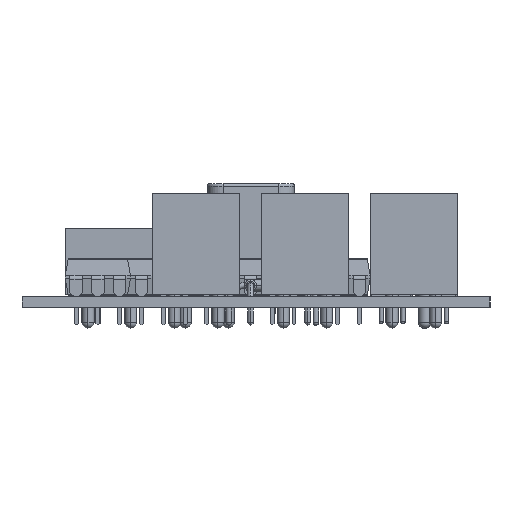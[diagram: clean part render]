
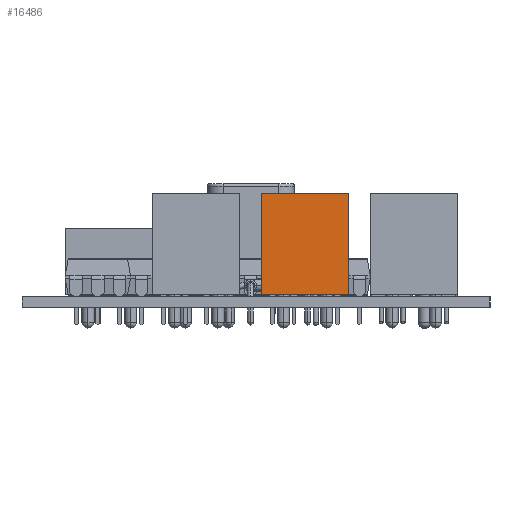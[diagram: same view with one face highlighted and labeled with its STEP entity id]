
A CAD part, left-side view. The second image highlights one B-rep face of the part: STEP entity #16486.
In plain terms, the highlighted face is planar.
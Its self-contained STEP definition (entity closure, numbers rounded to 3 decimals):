
#16461 = VERTEX_POINT('',#16462);
#16462 = CARTESIAN_POINT('',(-2.54,-5.08,12.));
#16468 = EDGE_CURVE('',#16469,#16461,#16471,.T.);
#16469 = VERTEX_POINT('',#16470);
#16470 = CARTESIAN_POINT('',(-2.54,-5.08,0.2));
#16471 = LINE('',#16472,#16473);
#16472 = CARTESIAN_POINT('',(-2.54,-5.08,0.2));
#16473 = VECTOR('',#16474,1.);
#16474 = DIRECTION('',(0.,0.,1.));
#16486 = ADVANCED_FACE('',(#16487),#16512,.F.);
#16487 = FACE_BOUND('',#16488,.F.);
#16488 = EDGE_LOOP('',(#16489,#16490,#16498,#16506));
#16489 = ORIENTED_EDGE('',*,*,#16468,.T.);
#16490 = ORIENTED_EDGE('',*,*,#16491,.T.);
#16491 = EDGE_CURVE('',#16461,#16492,#16494,.T.);
#16492 = VERTEX_POINT('',#16493);
#16493 = CARTESIAN_POINT('',(7.62,-5.08,12.));
#16494 = LINE('',#16495,#16496);
#16495 = CARTESIAN_POINT('',(-2.54,-5.08,12.));
#16496 = VECTOR('',#16497,1.);
#16497 = DIRECTION('',(1.,0.,0.));
#16498 = ORIENTED_EDGE('',*,*,#16499,.F.);
#16499 = EDGE_CURVE('',#16500,#16492,#16502,.T.);
#16500 = VERTEX_POINT('',#16501);
#16501 = CARTESIAN_POINT('',(7.62,-5.08,0.2));
#16502 = LINE('',#16503,#16504);
#16503 = CARTESIAN_POINT('',(7.62,-5.08,0.2));
#16504 = VECTOR('',#16505,1.);
#16505 = DIRECTION('',(0.,0.,1.));
#16506 = ORIENTED_EDGE('',*,*,#16507,.F.);
#16507 = EDGE_CURVE('',#16469,#16500,#16508,.T.);
#16508 = LINE('',#16509,#16510);
#16509 = CARTESIAN_POINT('',(-2.54,-5.08,0.2));
#16510 = VECTOR('',#16511,1.);
#16511 = DIRECTION('',(1.,0.,0.));
#16512 = PLANE('',#16513);
#16513 = AXIS2_PLACEMENT_3D('',#16514,#16515,#16516);
#16514 = CARTESIAN_POINT('',(-2.54,-5.08,0.2));
#16515 = DIRECTION('',(0.,1.,0.));
#16516 = DIRECTION('',(1.,0.,0.));
